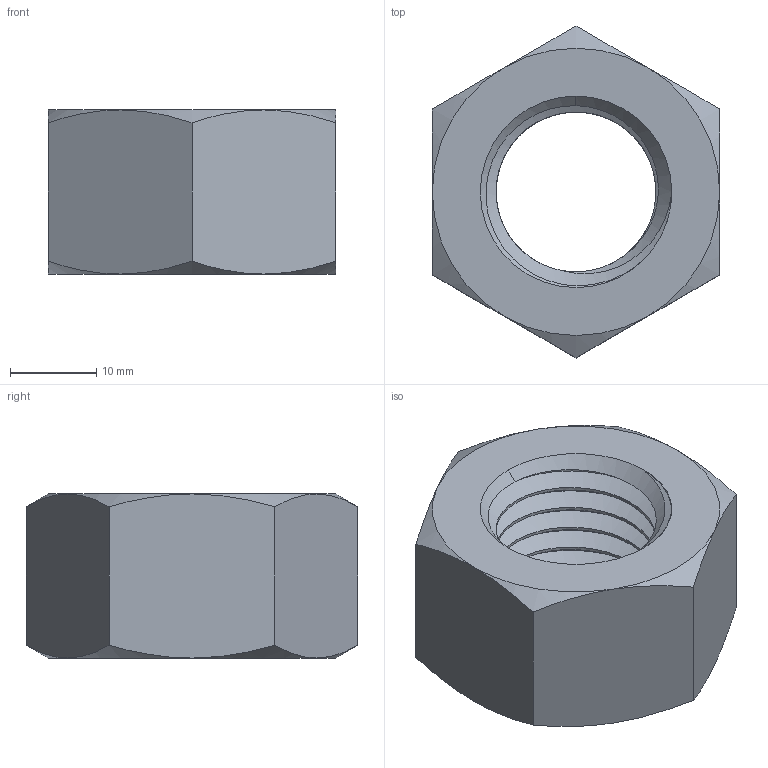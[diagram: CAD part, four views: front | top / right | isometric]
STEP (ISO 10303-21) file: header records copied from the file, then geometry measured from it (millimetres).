
FILE_DESCRIPTION (( 'STEP AP203' ), '1' );
FILE_NAME ('90499A842_High-Strength Steel Hex Nut.STEP', '2021-09-08T05:22:50', ( 'Administrator' ), ( 'Managed by Terraform' ), 'SwSTEP 2.0', 'SolidWorks 2017', '' );
FILE_SCHEMA (( 'CONFIG_CONTROL_DESIGN' ));
Length unit declared in the file: inch
Products named in the file (1): 90499A842_High-Strength Steel Hex Nut
Bounding box: 33.34 x 38.49 x 19.05 mm (x, y, z)
Volume: 11928.6 mm3; surface area: 5367.8 mm2
Topology: 1 solids, 1 shells, 44 faces, 110 edges, 68 vertices
Faces by surface type: cone 19, cylinder 14, plane 8, bspline 3
Entity records: 3145 total; most frequent: CARTESIAN_POINT 2176, ORIENTED_EDGE 220, DIRECTION 146, EDGE_CURVE 110, VERTEX_POINT 68, AXIS2_PLACEMENT_3D 61, EDGE_LOOP 46, ADVANCED_FACE 44
